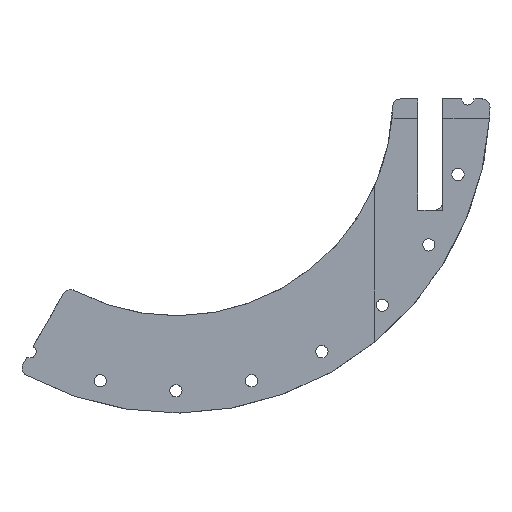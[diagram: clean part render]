
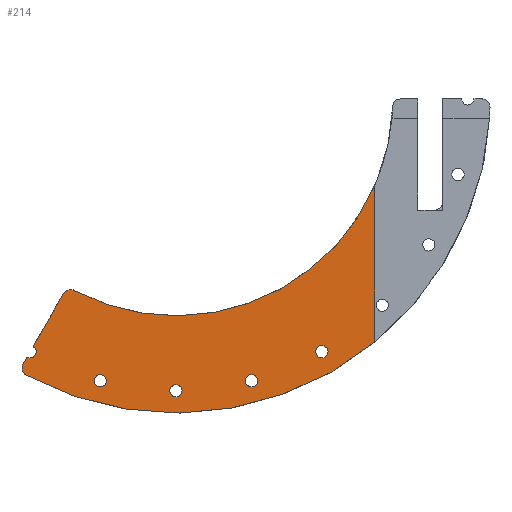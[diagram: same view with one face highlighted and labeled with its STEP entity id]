
A CAD part, front view. The second image highlights one B-rep face of the part: STEP entity #214.
In plain terms, the highlighted planar face has unit normal (0, -1, 0).
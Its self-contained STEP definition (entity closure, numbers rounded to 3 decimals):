
#71=CARTESIAN_POINT('Axis2P3D Location',(0.,-24.,0.)) ;
#76=CARTESIAN_POINT('Line Origine',(-45.936,-24.,-79.564)) ;
#80=CARTESIAN_POINT('Vertex',(-40.472,-24.,-70.1)) ;
#82=CARTESIAN_POINT('Vertex',(-51.4,-24.,-89.027)) ;
#85=CARTESIAN_POINT('Axis2P3D Location',(-52.5,-24.,-90.933)) ;
#89=CARTESIAN_POINT('Vertex',(-53.6,-24.,-92.838)) ;
#92=CARTESIAN_POINT('Line Origine',(-54.29,-24.,-94.033)) ;
#96=CARTESIAN_POINT('Vertex',(-54.98,-24.,-95.227)) ;
#99=CARTESIAN_POINT('Axis2P3D Location',(-52.381,-24.,-96.727)) ;
#103=CARTESIAN_POINT('Vertex',(-53.81,-24.,-99.365)) ;
#106=CARTESIAN_POINT('Axis2P3D Location',(0.,-24.,0.)) ;
#110=CARTESIAN_POINT('Vertex',(71.5,-24.,-87.503)) ;
#113=CARTESIAN_POINT('Line Origine',(71.5,-24.,-59.338)) ;
#117=CARTESIAN_POINT('Vertex',(71.5,-24.,-31.173)) ;
#120=CARTESIAN_POINT('Axis2P3D Location',(0.,-24.,0.)) ;
#124=CARTESIAN_POINT('Vertex',(-36.471,-24.,-68.948)) ;
#127=CARTESIAN_POINT('Axis2P3D Location',(-37.874,-24.,-71.6)) ;
#142=CARTESIAN_POINT('Axis2P3D Location',(52.5,-24.,-90.933)) ;
#146=CARTESIAN_POINT('Vertex',(53.6,-24.,-92.838)) ;
#148=CARTESIAN_POINT('Vertex',(51.4,-24.,-89.027)) ;
#151=CARTESIAN_POINT('Axis2P3D Location',(52.5,-24.,-90.933)) ;
#160=CARTESIAN_POINT('Axis2P3D Location',(27.176,-24.,-101.422)) ;
#164=CARTESIAN_POINT('Vertex',(27.745,-24.,-103.547)) ;
#166=CARTESIAN_POINT('Vertex',(26.607,-24.,-99.297)) ;
#169=CARTESIAN_POINT('Axis2P3D Location',(27.176,-24.,-101.422)) ;
#178=CARTESIAN_POINT('Axis2P3D Location',(0.,-24.,-105.)) ;
#182=CARTESIAN_POINT('Vertex',(0.,-24.,-107.2)) ;
#184=CARTESIAN_POINT('Vertex',(0.,-24.,-102.8)) ;
#187=CARTESIAN_POINT('Axis2P3D Location',(0.,-24.,-105.)) ;
#196=CARTESIAN_POINT('Axis2P3D Location',(-27.176,-24.,-101.422)) ;
#200=CARTESIAN_POINT('Vertex',(-27.745,-24.,-103.547)) ;
#202=CARTESIAN_POINT('Vertex',(-26.607,-24.,-99.297)) ;
#205=CARTESIAN_POINT('Axis2P3D Location',(-27.176,-24.,-101.422)) ;
#78=VECTOR('Line Direction',#77,1.) ;
#94=VECTOR('Line Direction',#93,1.) ;
#115=VECTOR('Line Direction',#114,1.) ;
#72=DIRECTION('Axis2P3D Direction',(0.,-1.,0.)) ;
#73=DIRECTION('Axis2P3D XDirection',(1.,0.,-0.)) ;
#77=DIRECTION('Vector Direction',(-0.5,0.,-0.866)) ;
#86=DIRECTION('Axis2P3D Direction',(0.,-1.,0.)) ;
#93=DIRECTION('Vector Direction',(-0.5,0.,-0.866)) ;
#100=DIRECTION('Axis2P3D Direction',(0.,-1.,0.)) ;
#107=DIRECTION('Axis2P3D Direction',(0.,-1.,0.)) ;
#114=DIRECTION('Vector Direction',(0.,0.,-1.)) ;
#121=DIRECTION('Axis2P3D Direction',(0.,-1.,0.)) ;
#128=DIRECTION('Axis2P3D Direction',(0.,-1.,0.)) ;
#143=DIRECTION('Axis2P3D Direction',(0.,-1.,0.)) ;
#152=DIRECTION('Axis2P3D Direction',(0.,-1.,0.)) ;
#161=DIRECTION('Axis2P3D Direction',(0.,-1.,0.)) ;
#170=DIRECTION('Axis2P3D Direction',(0.,-1.,0.)) ;
#179=DIRECTION('Axis2P3D Direction',(0.,-1.,0.)) ;
#188=DIRECTION('Axis2P3D Direction',(0.,-1.,0.)) ;
#197=DIRECTION('Axis2P3D Direction',(0.,-1.,0.)) ;
#206=DIRECTION('Axis2P3D Direction',(0.,-1.,0.)) ;
#74=AXIS2_PLACEMENT_3D('Plane Axis2P3D',#71,#72,#73) ;
#87=AXIS2_PLACEMENT_3D('Circle Axis2P3D',#85,#86,$) ;
#101=AXIS2_PLACEMENT_3D('Circle Axis2P3D',#99,#100,$) ;
#108=AXIS2_PLACEMENT_3D('Circle Axis2P3D',#106,#107,$) ;
#122=AXIS2_PLACEMENT_3D('Circle Axis2P3D',#120,#121,$) ;
#129=AXIS2_PLACEMENT_3D('Circle Axis2P3D',#127,#128,$) ;
#144=AXIS2_PLACEMENT_3D('Circle Axis2P3D',#142,#143,$) ;
#153=AXIS2_PLACEMENT_3D('Circle Axis2P3D',#151,#152,$) ;
#162=AXIS2_PLACEMENT_3D('Circle Axis2P3D',#160,#161,$) ;
#171=AXIS2_PLACEMENT_3D('Circle Axis2P3D',#169,#170,$) ;
#180=AXIS2_PLACEMENT_3D('Circle Axis2P3D',#178,#179,$) ;
#189=AXIS2_PLACEMENT_3D('Circle Axis2P3D',#187,#188,$) ;
#198=AXIS2_PLACEMENT_3D('Circle Axis2P3D',#196,#197,$) ;
#207=AXIS2_PLACEMENT_3D('Circle Axis2P3D',#205,#206,$) ;
#79=LINE('Line',#76,#78) ;
#95=LINE('Line',#92,#94) ;
#116=LINE('Line',#113,#115) ;
#88=CIRCLE('generated circle',#87,2.2) ;
#102=CIRCLE('generated circle',#101,3.) ;
#109=CIRCLE('generated circle',#108,113.) ;
#123=CIRCLE('generated circle',#122,78.) ;
#130=CIRCLE('generated circle',#129,3.) ;
#145=CIRCLE('generated circle',#144,2.2) ;
#154=CIRCLE('generated circle',#153,2.2) ;
#163=CIRCLE('generated circle',#162,2.2) ;
#172=CIRCLE('generated circle',#171,2.2) ;
#181=CIRCLE('generated circle',#180,2.2) ;
#190=CIRCLE('generated circle',#189,2.2) ;
#199=CIRCLE('generated circle',#198,2.2) ;
#208=CIRCLE('generated circle',#207,2.2) ;
#75=PLANE('',#74) ;
#159=FACE_BOUND('',#156,.T.) ;
#177=FACE_BOUND('',#174,.T.) ;
#195=FACE_BOUND('',#192,.T.) ;
#213=FACE_BOUND('',#210,.T.) ;
#84=EDGE_CURVE('',#81,#83,#79,.T.) ;
#91=EDGE_CURVE('',#90,#83,#88,.T.) ;
#98=EDGE_CURVE('',#90,#97,#95,.T.) ;
#105=EDGE_CURVE('',#104,#97,#102,.F.) ;
#112=EDGE_CURVE('',#104,#111,#109,.T.) ;
#119=EDGE_CURVE('',#111,#118,#116,.F.) ;
#126=EDGE_CURVE('',#118,#125,#123,.F.) ;
#131=EDGE_CURVE('',#81,#125,#130,.F.) ;
#150=EDGE_CURVE('',#147,#149,#145,.T.) ;
#155=EDGE_CURVE('',#149,#147,#154,.T.) ;
#168=EDGE_CURVE('',#165,#167,#163,.T.) ;
#173=EDGE_CURVE('',#167,#165,#172,.T.) ;
#186=EDGE_CURVE('',#183,#185,#181,.T.) ;
#191=EDGE_CURVE('',#185,#183,#190,.T.) ;
#204=EDGE_CURVE('',#201,#203,#199,.T.) ;
#209=EDGE_CURVE('',#203,#201,#208,.T.) ;
#133=ORIENTED_EDGE('',*,*,#84,.T.) ;
#134=ORIENTED_EDGE('',*,*,#91,.F.) ;
#135=ORIENTED_EDGE('',*,*,#98,.T.) ;
#136=ORIENTED_EDGE('',*,*,#105,.F.) ;
#137=ORIENTED_EDGE('',*,*,#112,.T.) ;
#138=ORIENTED_EDGE('',*,*,#119,.T.) ;
#139=ORIENTED_EDGE('',*,*,#126,.T.) ;
#140=ORIENTED_EDGE('',*,*,#131,.F.) ;
#157=ORIENTED_EDGE('',*,*,#150,.F.) ;
#158=ORIENTED_EDGE('',*,*,#155,.F.) ;
#175=ORIENTED_EDGE('',*,*,#168,.F.) ;
#176=ORIENTED_EDGE('',*,*,#173,.F.) ;
#193=ORIENTED_EDGE('',*,*,#186,.F.) ;
#194=ORIENTED_EDGE('',*,*,#191,.F.) ;
#211=ORIENTED_EDGE('',*,*,#204,.F.) ;
#212=ORIENTED_EDGE('',*,*,#209,.F.) ;
#132=EDGE_LOOP('',(#133,#134,#135,#136,#137,#138,#139,#140)) ;
#156=EDGE_LOOP('',(#157,#158)) ;
#174=EDGE_LOOP('',(#175,#176)) ;
#192=EDGE_LOOP('',(#193,#194)) ;
#210=EDGE_LOOP('',(#211,#212)) ;
#81=VERTEX_POINT('',#80) ;
#83=VERTEX_POINT('',#82) ;
#90=VERTEX_POINT('',#89) ;
#97=VERTEX_POINT('',#96) ;
#104=VERTEX_POINT('',#103) ;
#111=VERTEX_POINT('',#110) ;
#118=VERTEX_POINT('',#117) ;
#125=VERTEX_POINT('',#124) ;
#147=VERTEX_POINT('',#146) ;
#149=VERTEX_POINT('',#148) ;
#165=VERTEX_POINT('',#164) ;
#167=VERTEX_POINT('',#166) ;
#183=VERTEX_POINT('',#182) ;
#185=VERTEX_POINT('',#184) ;
#201=VERTEX_POINT('',#200) ;
#203=VERTEX_POINT('',#202) ;
#214=ADVANCED_FACE('Corps principal',(#141,#159,#177,#195,#213),#75,.T.) ;
#141=FACE_OUTER_BOUND('',#132,.T.) ;
